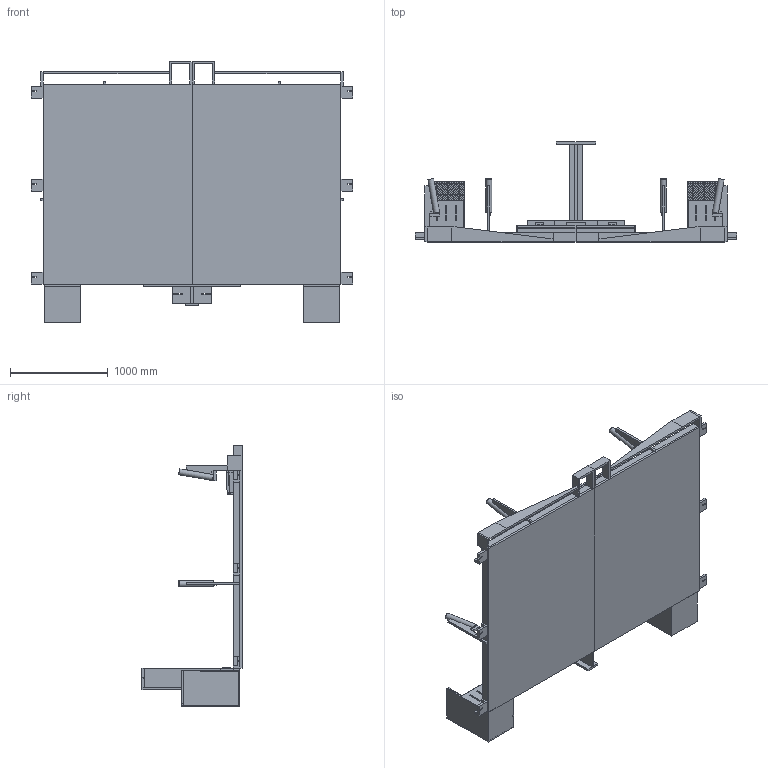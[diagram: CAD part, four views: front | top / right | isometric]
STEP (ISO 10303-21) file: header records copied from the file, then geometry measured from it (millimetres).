
FILE_DESCRIPTION(/* description */ (''),/* implementation_level */ '2;1');
FILE_NAME(/* name */ 'table2018v2 v151.step',/* time_stamp */ '2017-10-16T22:08:15+02:00',/* author */ ('thomas.labois'),/* organization */ (''),/* preprocessor_version */ 'ST-DEVELOPER v16.13',/* originating_system */ 'Autodesk Translation Framework v6.5.0.72',/* authorisation */ '');
FILE_SCHEMA (('AUTOMOTIVE_DESIGN { 1 0 10303 214 3 1 1 }'));
Length unit declared in the file: millimetre
Products named in the file (22): table2018v2 v151; RampeBallon v10; EpurationEau v19; SupportBallon v6; SupportEau v9; SupportEau v9_1; SupportBaliseCentral v14; ChateauEauP2 v10; ChateauEauP1 v12; ChateauEauP2 v2(Mirror); SupportBalise v5; SupportEau v9_2; SupportEau v9_3; SupportEau1 v7; SupportEau2 v5; SupportEau3 v3; RampeBallon v2; SupportRampeBallon v7; SupportPlanInterupteur v9; Interrupteur v3; Filet v4; SupportBaliseCoteVert v2
Assembly tree (40 placements, depth 3):
  table2018v2 v151
    SupportRampeBallon v7  x2
    RampeBallon v10
    EpurationEau v19
    SupportBallon v6  x2
    SupportEau v9
      SupportEau1 v7
      SupportEau2 v5
      SupportEau3 v3
    SupportEau v9_1
      SupportEau1 v7
      SupportEau2 v5
      SupportEau3 v3
    SupportBaliseCentral v14
    ChateauEauP2 v10
    ChateauEauP1 v12
      ChateauEauP2 v2(Mirror)
    SupportBalise v5  x3
    SupportEau v9_2
      SupportEau1 v7
      SupportEau2 v5
      SupportEau3 v3
    SupportEau v9_3
      SupportEau1 v7
      SupportEau2 v5
      SupportEau3 v3
    RampeBallon v2
    SupportPlanInterupteur v9
    Interrupteur v3  x2
    Filet v4  x4
    SupportBaliseCoteVert v2  x3
Bounding box: 3288 x 1022 x 2666 mm (x, y, z)
Volume: 214119847 mm3; surface area: 36481889.3 mm2
Topology: 71 solids, 71 shells, 4731 faces, 13732 edges, 9044 vertices
Faces by surface type: plane 4683, cylinder 40, cone 8
Full cylindrical faces by diameter (mm): 5 x12, 54 x4, 60 x4
Entity records: 50550 total; most frequent: CARTESIAN_POINT 8845, ORIENTED_EDGE 8704, DIRECTION 7651, EDGE_CURVE 4352, LINE 4305, VECTOR 4305, VERTEX_POINT 2867, EDGE_LOOP 1923
